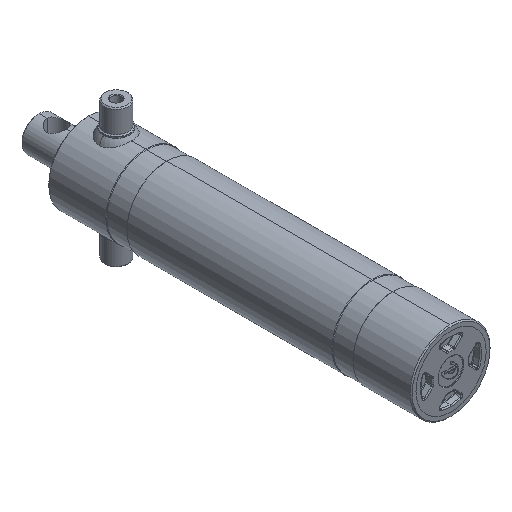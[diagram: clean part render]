
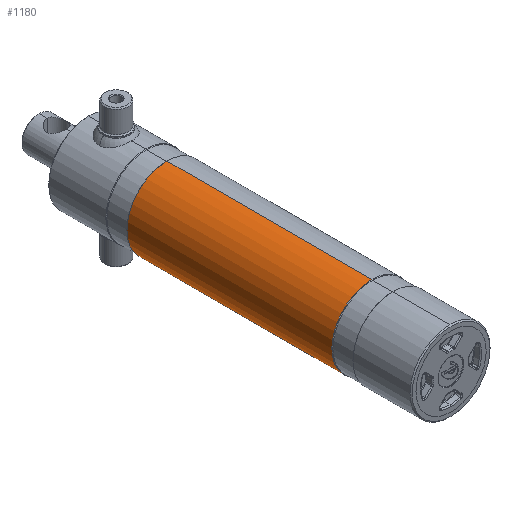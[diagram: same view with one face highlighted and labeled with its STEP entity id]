
A CAD part, isometric view. The second image highlights one B-rep face of the part: STEP entity #1180.
In plain terms, the highlighted cylindrical face has radius 75.75 mm (diameter 151.5 mm), a partial arc.
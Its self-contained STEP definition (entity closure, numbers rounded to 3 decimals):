
#88 = FACE_OUTER_BOUND ( 'NONE', #2072, .T. ) ;
#512 = CARTESIAN_POINT ( 'NONE',  ( 0., 538., -75.75 ) ) ;
#609 = CARTESIAN_POINT ( 'NONE',  ( 0., 522.61, -75.75 ) ) ;
#1180 = ADVANCED_FACE ( 'NONE', ( #88 ), #3864, .T. ) ;
#1232 = AXIS2_PLACEMENT_3D ( 'NONE', #1673, #6584, #2362 ) ;
#1659 = EDGE_CURVE ( 'NONE', #2674, #8258, #1803, .T. ) ;
#1673 = CARTESIAN_POINT ( 'NONE',  ( 0., 538., 0. ) ) ;
#1759 = CARTESIAN_POINT ( 'NONE',  ( 0., 522.61, 0. ) ) ;
#1803 = LINE ( 'NONE', #609, #5276 ) ;
#2069 = ORIENTED_EDGE ( 'NONE', *, *, #6381, .T. ) ;
#2072 = EDGE_LOOP ( 'NONE', ( #5405, #2069, #8882, #3658 ) ) ;
#2362 = DIRECTION ( 'NONE',  ( 0., 0., 1. ) ) ;
#2641 = AXIS2_PLACEMENT_3D ( 'NONE', #1759, #5080, #5832 ) ;
#2674 = VERTEX_POINT ( 'NONE', #4808 ) ;
#2871 = CARTESIAN_POINT ( 'NONE',  ( 0., 150., 0. ) ) ;
#3115 = DIRECTION ( 'NONE',  ( 0., 1., 0. ) ) ;
#3358 = CIRCLE ( 'NONE', #1232, 75.75 ) ;
#3583 = CIRCLE ( 'NONE', #5586, 75.75 ) ;
#3589 = DIRECTION ( 'NONE',  ( 0., 0., 1. ) ) ;
#3658 = ORIENTED_EDGE ( 'NONE', *, *, #6573, .F. ) ;
#3864 = CYLINDRICAL_SURFACE ( 'NONE', #2641, 75.75 ) ;
#4203 = VERTEX_POINT ( 'NONE', #9140 ) ;
#4476 = CARTESIAN_POINT ( 'NONE',  ( 0., 522.61, 75.75 ) ) ;
#4808 = CARTESIAN_POINT ( 'NONE',  ( 0., 150., -75.75 ) ) ;
#5080 = DIRECTION ( 'NONE',  ( 0., 1., 0. ) ) ;
#5251 = EDGE_CURVE ( 'NONE', #8152, #4203, #5739, .T. ) ;
#5276 = VECTOR ( 'NONE', #8296, 1000. ) ;
#5405 = ORIENTED_EDGE ( 'NONE', *, *, #1659, .F. ) ;
#5461 = VECTOR ( 'NONE', #3115, 1000. ) ;
#5586 = AXIS2_PLACEMENT_3D ( 'NONE', #2871, #7837, #3589 ) ;
#5739 = LINE ( 'NONE', #4476, #5461 ) ;
#5832 = DIRECTION ( 'NONE',  ( 0., 0., 1. ) ) ;
#6381 = EDGE_CURVE ( 'NONE', #2674, #8152, #3583, .T. ) ;
#6573 = EDGE_CURVE ( 'NONE', #8258, #4203, #3358, .T. ) ;
#6584 = DIRECTION ( 'NONE',  ( 0., 1., 0. ) ) ;
#7401 = CARTESIAN_POINT ( 'NONE',  ( 0., 150., 75.75 ) ) ;
#7837 = DIRECTION ( 'NONE',  ( 0., 1., 0. ) ) ;
#8152 = VERTEX_POINT ( 'NONE', #7401 ) ;
#8258 = VERTEX_POINT ( 'NONE', #512 ) ;
#8296 = DIRECTION ( 'NONE',  ( 0., 1., 0. ) ) ;
#8882 = ORIENTED_EDGE ( 'NONE', *, *, #5251, .T. ) ;
#9140 = CARTESIAN_POINT ( 'NONE',  ( 0., 538., 75.75 ) ) ;
